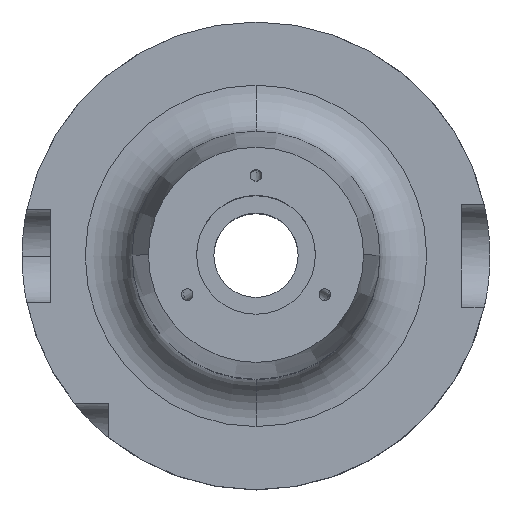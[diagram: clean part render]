
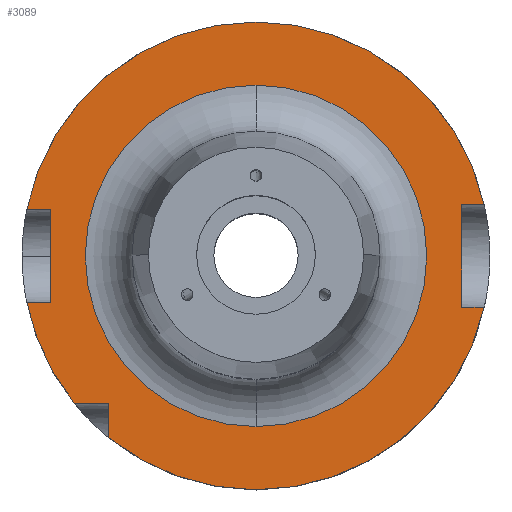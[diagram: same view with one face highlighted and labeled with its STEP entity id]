
A CAD part, top view. The second image highlights one B-rep face of the part: STEP entity #3089.
In plain terms, the highlighted planar face has unit normal (0, 0, 1).
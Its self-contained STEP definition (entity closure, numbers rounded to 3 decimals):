
#120 = LINE ( 'NONE', #1832, #604 ) ;
#141 = LINE ( 'NONE', #1310, #2320 ) ;
#145 = DIRECTION ( 'NONE',  ( -1., 0., 0. ) ) ;
#185 = DIRECTION ( 'NONE',  ( 0., 1., 0. ) ) ;
#241 = CARTESIAN_POINT ( 'NONE',  ( 48.775, 11., 29. ) ) ;
#278 = VERTEX_POINT ( 'NONE', #992 ) ;
#280 = AXIS2_PLACEMENT_3D ( 'NONE', #779, #2757, #1064 ) ;
#301 = VERTEX_POINT ( 'NONE', #2402 ) ;
#325 = EDGE_LOOP ( 'NONE', ( #1015, #3364 ) ) ;
#328 = AXIS2_PLACEMENT_3D ( 'NONE', #3367, #1665, #3664 ) ;
#342 = EDGE_CURVE ( 'NONE', #764, #1879, #2218, .T. ) ;
#377 = DIRECTION ( 'NONE',  ( -1., 0., 0. ) ) ;
#393 = EDGE_CURVE ( 'NONE', #278, #826, #3460, .T. ) ;
#425 = VECTOR ( 'NONE', #2472, 1000. ) ;
#434 = VECTOR ( 'NONE', #2301, 1000. ) ;
#458 = CARTESIAN_POINT ( 'NONE',  ( -31.5, 44., 29. ) ) ;
#496 = CARTESIAN_POINT ( 'NONE',  ( 44., -11., 29. ) ) ;
#501 = CARTESIAN_POINT ( 'NONE',  ( -38.83, -31.5, 29. ) ) ;
#517 = DIRECTION ( 'NONE',  ( 0., 0., -1. ) ) ;
#604 = VECTOR ( 'NONE', #145, 1000. ) ;
#682 = ORIENTED_EDGE ( 'NONE', *, *, #393, .T. ) ;
#685 = PLANE ( 'NONE',  #2917 ) ;
#714 = CARTESIAN_POINT ( 'NONE',  ( 0., 0., 29. ) ) ;
#759 = EDGE_CURVE ( 'NONE', #3557, #764, #3126, .T. ) ;
#764 = VERTEX_POINT ( 'NONE', #2728 ) ;
#779 = CARTESIAN_POINT ( 'NONE',  ( 0., 0., 29. ) ) ;
#826 = VERTEX_POINT ( 'NONE', #2187 ) ;
#834 = VERTEX_POINT ( 'NONE', #1913 ) ;
#852 = VECTOR ( 'NONE', #185, 1000. ) ;
#900 = CIRCLE ( 'NONE', #3610, 50. ) ;
#932 = VERTEX_POINT ( 'NONE', #2114 ) ;
#954 = ORIENTED_EDGE ( 'NONE', *, *, #2807, .F. ) ;
#975 = DIRECTION ( 'NONE',  ( 0., -1., 0. ) ) ;
#992 = CARTESIAN_POINT ( 'NONE',  ( -48.99, 10., 29. ) ) ;
#1001 = DIRECTION ( 'NONE',  ( 0., -1., 0. ) ) ;
#1002 = ORIENTED_EDGE ( 'NONE', *, *, #3432, .T. ) ;
#1015 = ORIENTED_EDGE ( 'NONE', *, *, #2171, .T. ) ;
#1028 = ORIENTED_EDGE ( 'NONE', *, *, #342, .F. ) ;
#1064 = DIRECTION ( 'NONE',  ( 0., -1., 0. ) ) ;
#1167 = EDGE_CURVE ( 'NONE', #1411, #2889, #2888, .T. ) ;
#1210 = VECTOR ( 'NONE', #2539, 1000. ) ;
#1245 = CARTESIAN_POINT ( 'NONE',  ( 0., 44., 29. ) ) ;
#1264 = EDGE_CURVE ( 'NONE', #834, #2609, #3361, .T. ) ;
#1293 = CIRCLE ( 'NONE', #328, 50. ) ;
#1294 = DIRECTION ( 'NONE',  ( 0., 0., -1. ) ) ;
#1310 = CARTESIAN_POINT ( 'NONE',  ( -44., -10., 29. ) ) ;
#1378 = VECTOR ( 'NONE', #2013, 1000. ) ;
#1411 = VERTEX_POINT ( 'NONE', #1454 ) ;
#1433 = CIRCLE ( 'NONE', #3294, 36.5 ) ;
#1454 = CARTESIAN_POINT ( 'NONE',  ( -48.99, -10., 29. ) ) ;
#1595 = DIRECTION ( 'NONE',  ( 0., 0., -1. ) ) ;
#1605 = CARTESIAN_POINT ( 'NONE',  ( 44., -11., 29. ) ) ;
#1665 = DIRECTION ( 'NONE',  ( 0., 0., -1. ) ) ;
#1723 = EDGE_CURVE ( 'NONE', #301, #2609, #120, .T. ) ;
#1761 = CIRCLE ( 'NONE', #280, 36.5 ) ;
#1832 = CARTESIAN_POINT ( 'NONE',  ( 54., -11., 29. ) ) ;
#1879 = VERTEX_POINT ( 'NONE', #501 ) ;
#1913 = CARTESIAN_POINT ( 'NONE',  ( 44., 11., 29. ) ) ;
#1951 = CARTESIAN_POINT ( 'NONE',  ( 54., 11., 29. ) ) ;
#1959 = EDGE_LOOP ( 'NONE', ( #682, #1002, #2400, #954, #1028, #2814, #3076, #3508, #2369, #3598, #2976, #2432 ) ) ;
#1964 = LINE ( 'NONE', #1951, #1210 ) ;
#2013 = DIRECTION ( 'NONE',  ( 1., 0., 0. ) ) ;
#2114 = CARTESIAN_POINT ( 'NONE',  ( 0., 36.5, 29. ) ) ;
#2171 = EDGE_CURVE ( 'NONE', #2190, #932, #1761, .T. ) ;
#2187 = CARTESIAN_POINT ( 'NONE',  ( -44., 10., 29. ) ) ;
#2190 = VERTEX_POINT ( 'NONE', #2475 ) ;
#2217 = CARTESIAN_POINT ( 'NONE',  ( 0., 0., 29. ) ) ;
#2218 = LINE ( 'NONE', #3520, #2791 ) ;
#2229 = CARTESIAN_POINT ( 'NONE',  ( 0., 50., 29. ) ) ;
#2301 = DIRECTION ( 'NONE',  ( 1., 0., 0. ) ) ;
#2320 = VECTOR ( 'NONE', #3569, 1000. ) ;
#2369 = ORIENTED_EDGE ( 'NONE', *, *, #1264, .F. ) ;
#2399 = CIRCLE ( 'NONE', #2849, 50. ) ;
#2400 = ORIENTED_EDGE ( 'NONE', *, *, #1167, .F. ) ;
#2402 = CARTESIAN_POINT ( 'NONE',  ( 48.775, -11., 29. ) ) ;
#2432 = ORIENTED_EDGE ( 'NONE', *, *, #2839, .F. ) ;
#2472 = DIRECTION ( 'NONE',  ( 0., -1., 0. ) ) ;
#2475 = CARTESIAN_POINT ( 'NONE',  ( 0., -36.5, 29. ) ) ;
#2504 = DIRECTION ( 'NONE',  ( 0., 1., 0. ) ) ;
#2539 = DIRECTION ( 'NONE',  ( -1., 0., 0. ) ) ;
#2546 = CARTESIAN_POINT ( 'NONE',  ( -54., 10., 29. ) ) ;
#2583 = CARTESIAN_POINT ( 'NONE',  ( -54., -10., 29. ) ) ;
#2609 = VERTEX_POINT ( 'NONE', #1605 ) ;
#2670 = DIRECTION ( 'NONE',  ( 0., 0., 1. ) ) ;
#2694 = DIRECTION ( 'NONE',  ( 0., 0., -1. ) ) ;
#2728 = CARTESIAN_POINT ( 'NONE',  ( -31.5, -31.5, 29. ) ) ;
#2757 = DIRECTION ( 'NONE',  ( 0., 0., -1. ) ) ;
#2791 = VECTOR ( 'NONE', #377, 1000. ) ;
#2807 = EDGE_CURVE ( 'NONE', #1879, #1411, #3663, .T. ) ;
#2814 = ORIENTED_EDGE ( 'NONE', *, *, #759, .F. ) ;
#2822 = VERTEX_POINT ( 'NONE', #2229 ) ;
#2825 = CARTESIAN_POINT ( 'NONE',  ( -44., -10., 29. ) ) ;
#2839 = EDGE_CURVE ( 'NONE', #278, #2822, #1293, .T. ) ;
#2849 = AXIS2_PLACEMENT_3D ( 'NONE', #3001, #1294, #3283 ) ;
#2868 = VERTEX_POINT ( 'NONE', #241 ) ;
#2880 = EDGE_CURVE ( 'NONE', #2868, #834, #1964, .T. ) ;
#2888 = LINE ( 'NONE', #2583, #1378 ) ;
#2889 = VERTEX_POINT ( 'NONE', #2825 ) ;
#2917 = AXIS2_PLACEMENT_3D ( 'NONE', #1245, #2670, #975 ) ;
#2976 = ORIENTED_EDGE ( 'NONE', *, *, #3420, .F. ) ;
#3001 = CARTESIAN_POINT ( 'NONE',  ( 0., 0., 29. ) ) ;
#3032 = FACE_BOUND ( 'NONE', #325, .T. ) ;
#3076 = ORIENTED_EDGE ( 'NONE', *, *, #3377, .F. ) ;
#3089 = ADVANCED_FACE ( 'NONE', ( #3032, #3135 ), #685, .T. ) ;
#3126 = LINE ( 'NONE', #458, #852 ) ;
#3129 = EDGE_CURVE ( 'NONE', #932, #2190, #1433, .T. ) ;
#3135 = FACE_OUTER_BOUND ( 'NONE', #1959, .T. ) ;
#3183 = CARTESIAN_POINT ( 'NONE',  ( -31.5, -38.83, 29. ) ) ;
#3283 = DIRECTION ( 'NONE',  ( 0., 1., 0. ) ) ;
#3294 = AXIS2_PLACEMENT_3D ( 'NONE', #714, #2694, #1001 ) ;
#3298 = CARTESIAN_POINT ( 'NONE',  ( 0., 0., 29. ) ) ;
#3361 = LINE ( 'NONE', #496, #425 ) ;
#3364 = ORIENTED_EDGE ( 'NONE', *, *, #3129, .T. ) ;
#3367 = CARTESIAN_POINT ( 'NONE',  ( 0., 0., 29. ) ) ;
#3377 = EDGE_CURVE ( 'NONE', #301, #3557, #2399, .T. ) ;
#3420 = EDGE_CURVE ( 'NONE', #2822, #2868, #900, .T. ) ;
#3432 = EDGE_CURVE ( 'NONE', #826, #2889, #141, .T. ) ;
#3435 = AXIS2_PLACEMENT_3D ( 'NONE', #2217, #517, #2504 ) ;
#3460 = LINE ( 'NONE', #2546, #434 ) ;
#3508 = ORIENTED_EDGE ( 'NONE', *, *, #1723, .T. ) ;
#3520 = CARTESIAN_POINT ( 'NONE',  ( 0., -31.5, 29. ) ) ;
#3557 = VERTEX_POINT ( 'NONE', #3183 ) ;
#3569 = DIRECTION ( 'NONE',  ( 0., -1., 0. ) ) ;
#3586 = DIRECTION ( 'NONE',  ( 0., 1., 0. ) ) ;
#3598 = ORIENTED_EDGE ( 'NONE', *, *, #2880, .F. ) ;
#3610 = AXIS2_PLACEMENT_3D ( 'NONE', #3298, #1595, #3586 ) ;
#3663 = CIRCLE ( 'NONE', #3435, 50. ) ;
#3664 = DIRECTION ( 'NONE',  ( 0., 1., 0. ) ) ;
